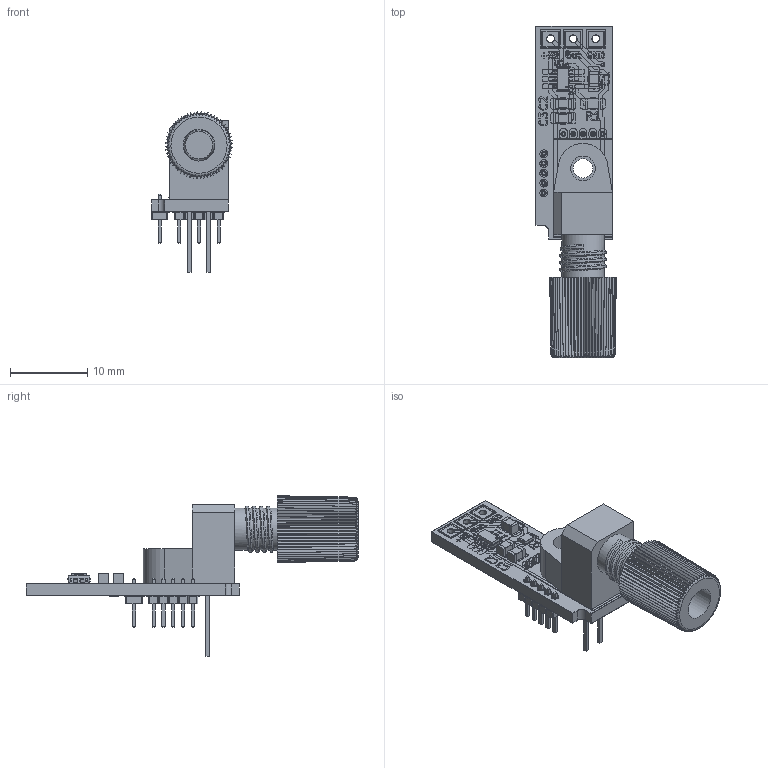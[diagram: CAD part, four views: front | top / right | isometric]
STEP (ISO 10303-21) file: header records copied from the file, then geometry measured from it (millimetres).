
FILE_DESCRIPTION(('KiCad electronic assembly'),'2;1');
FILE_NAME('IF-D91B_breakout.step','2025-09-10T20:08:53',('Pcbnew'),( 'Kicad'),'Open CASCADE STEP processor 7.6','KiCad to STEP converter' ,'Unknown');
FILE_SCHEMA(('AUTOMOTIVE_DESIGN { 1 0 10303 214 1 1 1 1 }'));
Length unit declared in the file: millimetre
Products named in the file (14): IF-D91B_breakout 1; C_0805_2012Metric; Emitter; TSOT-23-6; R_0805_2012Metric; PinHeader_1x05_P1.27mm_Vertical; 50mil_IF-D91B_breakout_copper; 50mil_IF-D91B_breakout_pad; 50mil_IF-D91B_breakout_via; 50mil_IF-D91B_breakout_silkscreen; 50mil_IF-D91B_breakout_soldermask; 50mil_IF-D91B_breakout_PCB
Assembly tree (16 placements, depth 2):
  IF-D91B_breakout 1
    C_0805_2012Metric  x3
    Emitter
    TSOT-23-6
    R_0805_2012Metric
    PinHeader_1x05_P1.27mm_Vertical  x2
    50mil_IF-D91B_breakout_copper
    50mil_IF-D91B_breakout_pad
    50mil_IF-D91B_breakout_via
    50mil_IF-D91B_breakout_silkscreen
    50mil_IF-D91B_breakout_silkscreen
    50mil_IF-D91B_breakout_soldermask
    50mil_IF-D91B_breakout_soldermask
    50mil_IF-D91B_breakout_PCB
Bounding box: 10.44 x 42.93 x 20.75 mm (x, y, z)
Volume: 1623.1 mm3; surface area: 3155 mm2
Topology: 85 solids, 134 shells, 1399 faces, 4132 edges, 2988 vertices
Faces by surface type: plane 996, cylinder 322, cone 62, bspline 18, torus 1
Full cylindrical faces by diameter (mm): 0.275 x12, 0.3 x6, 0.6 x30, 0.65 x20, 0.85 x6, 0.9 x4, 0.95 x9, 1 x16, 1.575 x2, 1.7 x6, 2.5 x1, 3.175 x1, 3.556 x1, 3.607 x1, 4.115 x1, 5.461 x4, 6.223 x1
Entity records: 44483 total; most frequent: CARTESIAN_POINT 9337, DIRECTION 6950, ORIENTED_EDGE 6562, EDGE_CURVE 3692, VERTEX_POINT 2708, LINE 2530, VECTOR 2530, AXIS2_PLACEMENT_3D 2210
